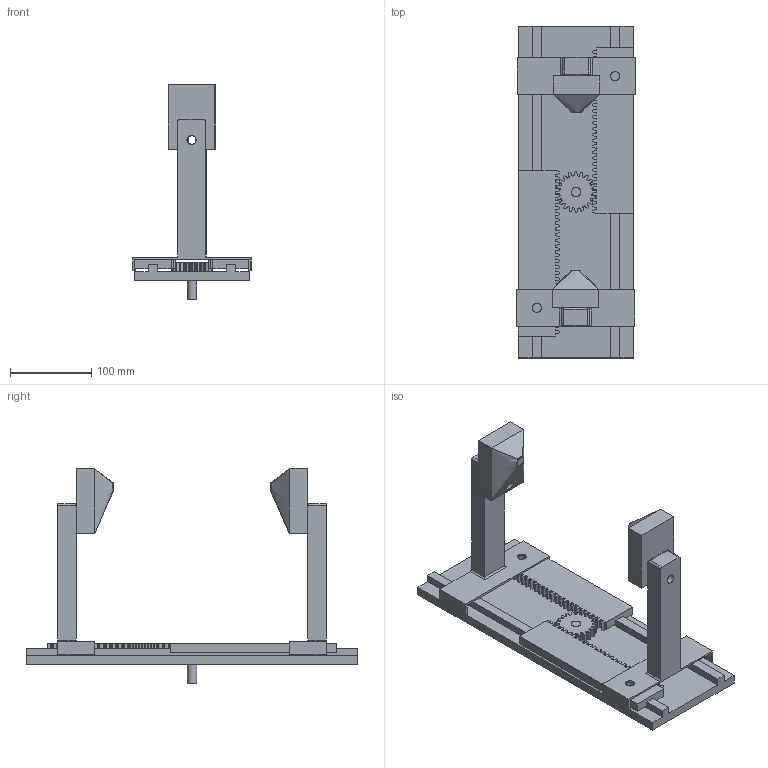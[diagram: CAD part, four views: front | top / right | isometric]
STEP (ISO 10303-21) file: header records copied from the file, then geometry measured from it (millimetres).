
FILE_DESCRIPTION(('FreeCAD Model'),'2;1');
FILE_NAME('Open CASCADE Shape Model','2025-04-29T11:33:51',('FreeCAD'),( 'FreeCAD'),'Open CASCADE STEP processor 7.6','FreeCAD','Unknown');
FILE_SCHEMA(('AUTOMOTIVE_DESIGN { 1 0 10303 214 1 1 1 1 }'));
Products named in the file (1): Open CASCADE STEP translator 7.6 1
Bounding box: 146.51 x 408.86 x 264.41 mm (x, y, z)
Volume: 1532051.6 mm3; surface area: 319741.9 mm2
Topology: 9 solids, 9 shells, 729 faces, 2121 edges, 1408 vertices
Faces by surface type: bspline 729
Entity records: 51551 total; most frequent: CARTESIAN_POINT 38977, ORIENTED_EDGE 4242, EDGE_CURVE 2121, B_SPLINE_CURVE_WITH_KNOTS 1921, VERTEX_POINT 1408, FACE_BOUND 747, EDGE_LOOP 747, ADVANCED_FACE 729
